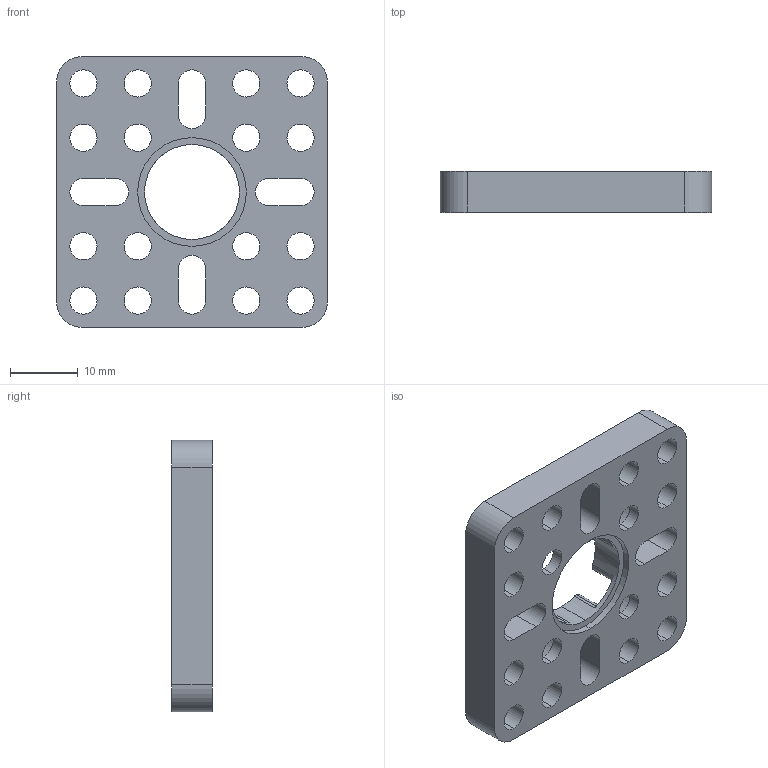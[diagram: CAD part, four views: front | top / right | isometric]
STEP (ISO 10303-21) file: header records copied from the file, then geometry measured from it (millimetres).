
FILE_DESCRIPTION (( 'STEP AP203' ), '1' );
FILE_NAME ('1222-0001-0001.STEP', '2018-06-14T19:34:37', ( '' ), ( '' ), 'SwSTEP 2.0', 'SolidWorks 2016', '' );
FILE_SCHEMA (( 'CONFIG_CONTROL_DESIGN' ));
Length unit declared in the file: millimetre
Products named in the file (1): 1222-0001-0001
Bounding box: 40 x 6 x 40 mm (x, y, z)
Volume: 5900.7 mm3; surface area: 5233.5 mm2
Topology: 1 solids, 1 shells, 93 faces, 270 edges, 180 vertices
Faces by surface type: cylinder 74, plane 19
Entity records: 3321 total; most frequent: DIRECTION 614, CARTESIAN_POINT 544, ORIENTED_EDGE 540, EDGE_CURVE 270, AXIS2_PLACEMENT_3D 250, VERTEX_POINT 180, CIRCLE 156, EDGE_LOOP 136
